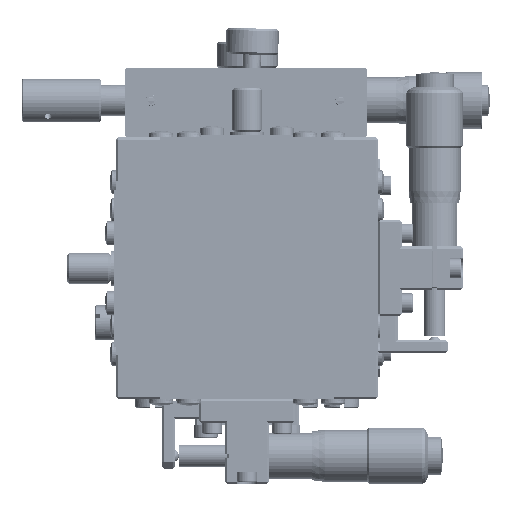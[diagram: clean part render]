
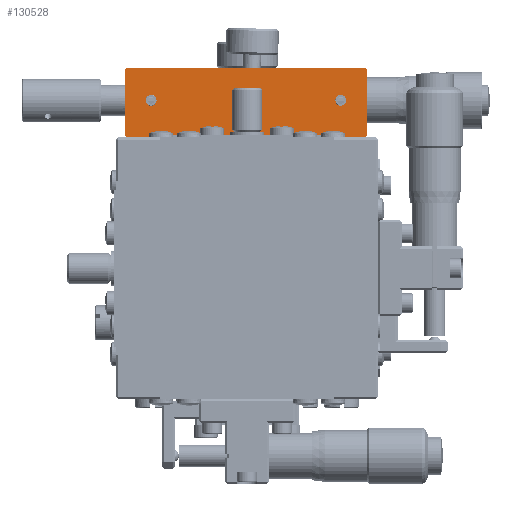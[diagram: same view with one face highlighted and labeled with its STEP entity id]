
A CAD part, front view. The second image highlights one B-rep face of the part: STEP entity #130528.
In plain terms, the highlighted planar face has unit normal (0, -1, 0).
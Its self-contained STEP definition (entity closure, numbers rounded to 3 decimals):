
#1432 = CARTESIAN_POINT ( 'NONE',  ( 36.178, 100.744, 112.8 ) ) ;
#4809 = EDGE_CURVE ( 'NONE', #137338, #138097, #217715, .T. ) ;
#5361 = DIRECTION ( 'NONE',  ( 0., 0., -1. ) ) ;
#6658 = LINE ( 'NONE', #1432, #182823 ) ;
#7153 = VERTEX_POINT ( 'NONE', #216559 ) ;
#9660 = CIRCLE ( 'NONE', #78251, 1.25 ) ;
#10925 = CARTESIAN_POINT ( 'NONE',  ( 26.178, 100.744, 109.8 ) ) ;
#17419 = DIRECTION ( 'NONE',  ( -0.707, 0., 0.707 ) ) ;
#17425 = CARTESIAN_POINT ( 'NONE',  ( -17.322, 100.744, 111.05 ) ) ;
#22101 = DIRECTION ( 'NONE',  ( 1., 0., 0. ) ) ;
#22988 = DIRECTION ( 'NONE',  ( 0., 0., -1. ) ) ;
#23010 = DIRECTION ( 'NONE',  ( 0.707, 0., -0.707 ) ) ;
#24813 = LINE ( 'NONE', #165402, #46831 ) ;
#26771 = VERTEX_POINT ( 'NONE', #71276 ) ;
#27369 = CARTESIAN_POINT ( 'NONE',  ( 32.178, 100.744, 101.8 ) ) ;
#30467 = EDGE_CURVE ( 'NONE', #94756, #180919, #184710, .T. ) ;
#31299 = VERTEX_POINT ( 'NONE', #101063 ) ;
#32086 = DIRECTION ( 'NONE',  ( 0.707, 0., 0.707 ) ) ;
#37773 = CARTESIAN_POINT ( 'NONE',  ( 24.678, 100.744, 101.3 ) ) ;
#39338 = CARTESIAN_POINT ( 'NONE',  ( 32.178, 100.744, 116.8 ) ) ;
#44246 = VERTEX_POINT ( 'NONE', #39338 ) ;
#44456 = DIRECTION ( 'NONE',  ( 0., 0., -1. ) ) ;
#46179 = DIRECTION ( 'NONE',  ( -1., 0., 0. ) ) ;
#46831 = VECTOR ( 'NONE', #22988, 1000. ) ;
#55856 = CARTESIAN_POINT ( 'NONE',  ( -15.322, 100.744, 101.3 ) ) ;
#56981 = EDGE_LOOP ( 'NONE', ( #58297, #191388 ) ) ;
#57200 = EDGE_CURVE ( 'NONE', #44246, #144016, #24813, .T. ) ;
#58297 = ORIENTED_EDGE ( 'NONE', *, *, #58649, .F. ) ;
#58649 = EDGE_CURVE ( 'NONE', #31299, #67253, #199357, .T. ) ;
#60472 = VECTOR ( 'NONE', #166853, 1000. ) ;
#64411 = EDGE_LOOP ( 'NONE', ( #223581, #130414, #213116, #175411, #111958, #122028, #193220, #132269 ) ) ;
#64425 = VECTOR ( 'NONE', #32086, 1000. ) ;
#65355 = EDGE_CURVE ( 'NONE', #180919, #7153, #110808, .T. ) ;
#67253 = VERTEX_POINT ( 'NONE', #17425 ) ;
#71276 = CARTESIAN_POINT ( 'NONE',  ( -23.322, 100.744, 116.8 ) ) ;
#78251 = AXIS2_PLACEMENT_3D ( 'NONE', #10925, #80792, #184857 ) ;
#79884 = VECTOR ( 'NONE', #23010, 1000. ) ;
#80792 = DIRECTION ( 'NONE',  ( 0., -1., 0. ) ) ;
#84553 = LINE ( 'NONE', #91902, #208531 ) ;
#87900 = CARTESIAN_POINT ( 'NONE',  ( 31.678, 100.744, 117.3 ) ) ;
#90877 = DIRECTION ( 'NONE',  ( 0., 0., -1. ) ) ;
#91902 = CARTESIAN_POINT ( 'NONE',  ( -23.322, 100.744, 117.3 ) ) ;
#92144 = LINE ( 'NONE', #224369, #64425 ) ;
#94179 = LINE ( 'NONE', #99304, #176879 ) ;
#94756 = VERTEX_POINT ( 'NONE', #179843 ) ;
#95489 = CARTESIAN_POINT ( 'NONE',  ( 26.178, 100.744, 111.05 ) ) ;
#95955 = CARTESIAN_POINT ( 'NONE',  ( -7.072, 100.744, 133.05 ) ) ;
#96760 = DIRECTION ( 'NONE',  ( 0., -1., 0. ) ) ;
#96781 = CARTESIAN_POINT ( 'NONE',  ( -17.322, 100.744, 109.8 ) ) ;
#98319 = CARTESIAN_POINT ( 'NONE',  ( -17.322, 100.744, 109.8 ) ) ;
#99304 = CARTESIAN_POINT ( 'NONE',  ( 24.678, 100.744, 117.3 ) ) ;
#101063 = CARTESIAN_POINT ( 'NONE',  ( -17.322, 100.744, 108.55 ) ) ;
#104411 = AXIS2_PLACEMENT_3D ( 'NONE', #96781, #110733, #5361 ) ;
#107427 = LINE ( 'NONE', #95955, #60472 ) ;
#108468 = CARTESIAN_POINT ( 'NONE',  ( 0.928, 100.744, 77.55 ) ) ;
#110733 = DIRECTION ( 'NONE',  ( 0., -1., 0. ) ) ;
#110808 = LINE ( 'NONE', #55856, #187858 ) ;
#111958 = ORIENTED_EDGE ( 'NONE', *, *, #152874, .T. ) ;
#116020 = DIRECTION ( 'NONE',  ( 0., -1., 0. ) ) ;
#122028 = ORIENTED_EDGE ( 'NONE', *, *, #166934, .T. ) ;
#130414 = ORIENTED_EDGE ( 'NONE', *, *, #192069, .T. ) ;
#130528 = ADVANCED_FACE ( 'NONE', ( #160957, #163874, #202237 ), #141752, .T. ) ;
#132157 = DIRECTION ( 'NONE',  ( 0., 0., -1. ) ) ;
#132269 = ORIENTED_EDGE ( 'NONE', *, *, #30467, .T. ) ;
#137338 = VERTEX_POINT ( 'NONE', #95489 ) ;
#138097 = VERTEX_POINT ( 'NONE', #170436 ) ;
#141752 = PLANE ( 'NONE',  #151170 ) ;
#144016 = VERTEX_POINT ( 'NONE', #27369 ) ;
#151170 = AXIS2_PLACEMENT_3D ( 'NONE', #37773, #160966, #90877 ) ;
#152874 = EDGE_CURVE ( 'NONE', #213659, #164862, #94179, .T. ) ;
#154870 = AXIS2_PLACEMENT_3D ( 'NONE', #98319, #116020, #44456 ) ;
#160957 = FACE_BOUND ( 'NONE', #56981, .T. ) ;
#160966 = DIRECTION ( 'NONE',  ( 0., -1., 0. ) ) ;
#161625 = EDGE_CURVE ( 'NONE', #44246, #213659, #6658, .T. ) ;
#163806 = ORIENTED_EDGE ( 'NONE', *, *, #4809, .F. ) ;
#163811 = EDGE_CURVE ( 'NONE', #67253, #31299, #189830, .T. ) ;
#163874 = FACE_BOUND ( 'NONE', #166622, .T. ) ;
#164862 = VERTEX_POINT ( 'NONE', #223313 ) ;
#165402 = CARTESIAN_POINT ( 'NONE',  ( 32.178, 100.744, 117.3 ) ) ;
#166622 = EDGE_LOOP ( 'NONE', ( #187846, #163806 ) ) ;
#166853 = DIRECTION ( 'NONE',  ( -0.707, 0., -0.707 ) ) ;
#166934 = EDGE_CURVE ( 'NONE', #164862, #26771, #107427, .T. ) ;
#170436 = CARTESIAN_POINT ( 'NONE',  ( 26.178, 100.744, 108.55 ) ) ;
#175411 = ORIENTED_EDGE ( 'NONE', *, *, #161625, .T. ) ;
#176879 = VECTOR ( 'NONE', #46179, 1000. ) ;
#179843 = CARTESIAN_POINT ( 'NONE',  ( -23.322, 100.744, 101.8 ) ) ;
#180919 = VERTEX_POINT ( 'NONE', #194015 ) ;
#182823 = VECTOR ( 'NONE', #17419, 1000. ) ;
#184710 = LINE ( 'NONE', #108468, #79884 ) ;
#184857 = DIRECTION ( 'NONE',  ( 0., 0., -1. ) ) ;
#185296 = CARTESIAN_POINT ( 'NONE',  ( 26.178, 100.744, 109.8 ) ) ;
#186660 = EDGE_CURVE ( 'NONE', #138097, #137338, #9660, .T. ) ;
#187846 = ORIENTED_EDGE ( 'NONE', *, *, #186660, .F. ) ;
#187858 = VECTOR ( 'NONE', #22101, 1000. ) ;
#189830 = CIRCLE ( 'NONE', #104411, 1.25 ) ;
#191388 = ORIENTED_EDGE ( 'NONE', *, *, #163811, .F. ) ;
#192069 = EDGE_CURVE ( 'NONE', #7153, #144016, #92144, .T. ) ;
#193220 = ORIENTED_EDGE ( 'NONE', *, *, #201598, .F. ) ;
#194015 = CARTESIAN_POINT ( 'NONE',  ( -22.822, 100.744, 101.3 ) ) ;
#199357 = CIRCLE ( 'NONE', #154870, 1.25 ) ;
#201598 = EDGE_CURVE ( 'NONE', #94756, #26771, #84553, .T. ) ;
#202237 = FACE_OUTER_BOUND ( 'NONE', #64411, .T. ) ;
#207331 = AXIS2_PLACEMENT_3D ( 'NONE', #185296, #96760, #132157 ) ;
#208531 = VECTOR ( 'NONE', #217290, 1000. ) ;
#213116 = ORIENTED_EDGE ( 'NONE', *, *, #57200, .F. ) ;
#213659 = VERTEX_POINT ( 'NONE', #87900 ) ;
#216559 = CARTESIAN_POINT ( 'NONE',  ( 31.678, 100.744, 101.3 ) ) ;
#217290 = DIRECTION ( 'NONE',  ( 0., 0., 1. ) ) ;
#217715 = CIRCLE ( 'NONE', #207331, 1.25 ) ;
#223313 = CARTESIAN_POINT ( 'NONE',  ( -22.822, 100.744, 117.3 ) ) ;
#223581 = ORIENTED_EDGE ( 'NONE', *, *, #65355, .T. ) ;
#224369 = CARTESIAN_POINT ( 'NONE',  ( 28.178, 100.744, 97.8 ) ) ;
